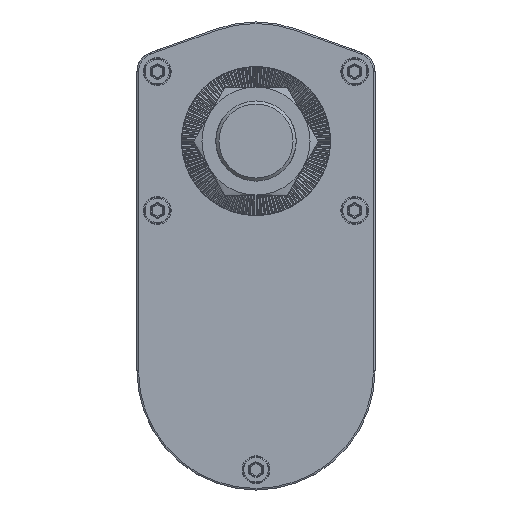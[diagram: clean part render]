
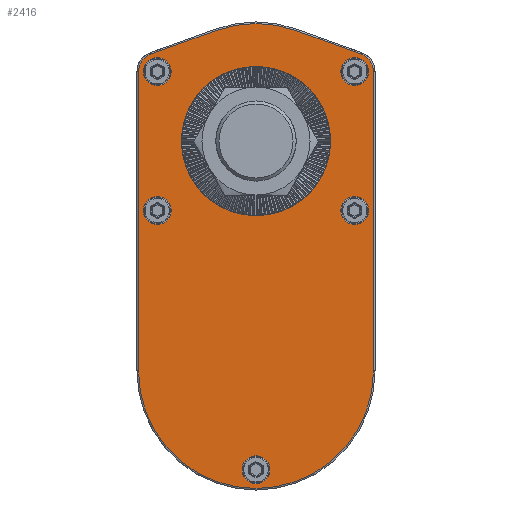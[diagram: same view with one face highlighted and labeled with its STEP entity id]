
A CAD part, front view. The second image highlights one B-rep face of the part: STEP entity #2416.
In plain terms, the highlighted planar face has unit normal (0, -1, 0).
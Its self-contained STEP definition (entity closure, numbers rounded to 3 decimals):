
#2416 = ADVANCED_FACE( '', ( #5021, #5022, #5023, #5024, #5025, #5026, #5027 ), #5028, .T. );
#5021 = FACE_BOUND( '', #12845, .T. );
#5022 = FACE_BOUND( '', #12846, .T. );
#5023 = FACE_BOUND( '', #12847, .T. );
#5024 = FACE_BOUND( '', #12848, .T. );
#5025 = FACE_BOUND( '', #12849, .T. );
#5026 = FACE_OUTER_BOUND( '', #12850, .T. );
#5027 = FACE_BOUND( '', #12851, .T. );
#5028 = PLANE( '', #12852 );
#12845 = EDGE_LOOP( '', ( #20486 ) );
#12846 = EDGE_LOOP( '', ( #20487 ) );
#12847 = EDGE_LOOP( '', ( #20488 ) );
#12848 = EDGE_LOOP( '', ( #20489 ) );
#12849 = EDGE_LOOP( '', ( #20490 ) );
#12850 = EDGE_LOOP( '', ( #20491, #20492, #20493, #20494, #20495, #20496, #20497, #20498 ) );
#12851 = EDGE_LOOP( '', ( #20499 ) );
#12852 = AXIS2_PLACEMENT_3D( '', #20500, #20501, #20502 );
#20486 = ORIENTED_EDGE( '', *, *, #23676, .T. );
#20487 = ORIENTED_EDGE( '', *, *, #22242, .T. );
#20488 = ORIENTED_EDGE( '', *, *, #22861, .T. );
#20489 = ORIENTED_EDGE( '', *, *, #24186, .T. );
#20490 = ORIENTED_EDGE( '', *, *, #24125, .T. );
#20491 = ORIENTED_EDGE( '', *, *, #22023, .T. );
#20492 = ORIENTED_EDGE( '', *, *, #24498, .T. );
#20493 = ORIENTED_EDGE( '', *, *, #24091, .T. );
#20494 = ORIENTED_EDGE( '', *, *, #21948, .T. );
#20495 = ORIENTED_EDGE( '', *, *, #22961, .T. );
#20496 = ORIENTED_EDGE( '', *, *, #22952, .T. );
#20497 = ORIENTED_EDGE( '', *, *, #24287, .T. );
#20498 = ORIENTED_EDGE( '', *, *, #23442, .T. );
#20499 = ORIENTED_EDGE( '', *, *, #23115, .F. );
#20500 = CARTESIAN_POINT( '', ( 0., 24.5, -74.5 ) );
#20501 = DIRECTION( '', ( 0., -1., 0. ) );
#20502 = DIRECTION( '', ( 0., 0., -1. ) );
#21948 = EDGE_CURVE( '', #25168, #25166, #25169, .T. );
#22023 = EDGE_CURVE( '', #25295, #25300, #25302, .T. );
#22242 = EDGE_CURVE( '', #25676, #25676, #25677, .T. );
#22861 = EDGE_CURVE( '', #26701, #26701, #26702, .T. );
#22952 = EDGE_CURVE( '', #26843, #26847, #26849, .T. );
#22961 = EDGE_CURVE( '', #25166, #26843, #26860, .T. );
#23115 = EDGE_CURVE( '', #27082, #27082, #27083, .T. );
#23442 = EDGE_CURVE( '', #27622, #25295, #27624, .T. );
#23676 = EDGE_CURVE( '', #27930, #27930, #27931, .T. );
#24091 = EDGE_CURVE( '', #28445, #25168, #28446, .T. );
#24125 = EDGE_CURVE( '', #28488, #28488, #28489, .T. );
#24186 = EDGE_CURVE( '', #28555, #28555, #28556, .T. );
#24287 = EDGE_CURVE( '', #26847, #27622, #28672, .T. );
#24498 = EDGE_CURVE( '', #25300, #28445, #28910, .T. );
#25166 = VERTEX_POINT( '', #30706 );
#25168 = VERTEX_POINT( '', #30708 );
#25169 = LINE( '', #30709, #30710 );
#25295 = VERTEX_POINT( '', #30933 );
#25300 = VERTEX_POINT( '', #30938 );
#25302 = CIRCLE( '', #30940, 6.08 );
#25676 = VERTEX_POINT( '', #31608 );
#25677 = CIRCLE( '', #31609, 4.5 );
#26701 = VERTEX_POINT( '', #33357 );
#26702 = CIRCLE( '', #33358, 4.5 );
#26843 = VERTEX_POINT( '', #33644 );
#26847 = VERTEX_POINT( '', #33649 );
#26849 = LINE( '', #33651, #33652 );
#26860 = CIRCLE( '', #33673, 6.08 );
#27082 = VERTEX_POINT( '', #34046 );
#27083 = CIRCLE( '', #34047, 24.1 );
#27622 = VERTEX_POINT( '', #34728 );
#27624 = LINE( '', #34730, #34731 );
#27930 = VERTEX_POINT( '', #35553 );
#27931 = CIRCLE( '', #35554, 4.5 );
#28445 = VERTEX_POINT( '', #36942 );
#28446 = CIRCLE( '', #36943, 38.08 );
#28488 = VERTEX_POINT( '', #37004 );
#28489 = CIRCLE( '', #37005, 4.5 );
#28555 = VERTEX_POINT( '', #37104 );
#28556 = CIRCLE( '', #37105, 4.5 );
#28672 = CIRCLE( '', #37281, 38.08 );
#28910 = LINE( '', #37930, #37931 );
#30706 = CARTESIAN_POINT( '', ( -34.067, 24.5, 28.178 ) );
#30708 = CARTESIAN_POINT( '', ( -12.944, 24.5, 35.813 ) );
#30709 = CARTESIAN_POINT( '', ( -36.76, 24.5, 27.204 ) );
#30710 = VECTOR( '', #38781, 1000. );
#30933 = CARTESIAN_POINT( '', ( 38.08, 24.5, 22.46 ) );
#30938 = CARTESIAN_POINT( '', ( 34.067, 24.5, 28.178 ) );
#30940 = AXIS2_PLACEMENT_3D( '', #38873, #38874, #38875 );
#31608 = CARTESIAN_POINT( '', ( 32., 24.5, -27. ) );
#31609 = AXIS2_PLACEMENT_3D( '', #39124, #39125, #39126 );
#33357 = CARTESIAN_POINT( '', ( -32., 24.5, -27. ) );
#33358 = AXIS2_PLACEMENT_3D( '', #39846, #39847, #39848 );
#33644 = CARTESIAN_POINT( '', ( -38.08, 24.5, 22.46 ) );
#33649 = CARTESIAN_POINT( '', ( -38.08, 24.5, -74.5 ) );
#33651 = CARTESIAN_POINT( '', ( -38.08, 24.5, -74.5 ) );
#33652 = VECTOR( '', #39954, 1000. );
#33673 = AXIS2_PLACEMENT_3D( '', #39962, #39963, #39964 );
#34046 = CARTESIAN_POINT( '', ( 0., 24.5, -24.1 ) );
#34047 = AXIS2_PLACEMENT_3D( '', #40133, #40134, #40135 );
#34728 = CARTESIAN_POINT( '', ( 38.08, 24.5, -74.5 ) );
#34730 = CARTESIAN_POINT( '', ( 38.08, 24.5, -74.5 ) );
#34731 = VECTOR( '', #40968, 1000. );
#35553 = CARTESIAN_POINT( '', ( 32., 24.5, 18. ) );
#35554 = AXIS2_PLACEMENT_3D( '', #41168, #41169, #41170 );
#36942 = CARTESIAN_POINT( '', ( 12.944, 24.5, 35.813 ) );
#36943 = AXIS2_PLACEMENT_3D( '', #41507, #41508, #41509 );
#37004 = CARTESIAN_POINT( '', ( -32., 24.5, 18. ) );
#37005 = AXIS2_PLACEMENT_3D( '', #41535, #41536, #41537 );
#37104 = CARTESIAN_POINT( '', ( 0., 24.5, -111. ) );
#37105 = AXIS2_PLACEMENT_3D( '', #41572, #41573, #41574 );
#37281 = AXIS2_PLACEMENT_3D( '', #41653, #41654, #41655 );
#37930 = CARTESIAN_POINT( '', ( 36.76, 24.5, 27.204 ) );
#37931 = VECTOR( '', #41804, 1000. );
#38781 = DIRECTION( '', ( -0.94, 0., -0.34 ) );
#38873 = CARTESIAN_POINT( '', ( 32., 24.5, 22.46 ) );
#38874 = DIRECTION( '', ( 0., -1., 0. ) );
#38875 = DIRECTION( '', ( 0., 0., -1. ) );
#39124 = CARTESIAN_POINT( '', ( 32., 24.5, -22.5 ) );
#39125 = DIRECTION( '', ( 0., 1., 0. ) );
#39126 = DIRECTION( '', ( 0., 0., -1. ) );
#39846 = CARTESIAN_POINT( '', ( -32., 24.5, -22.5 ) );
#39847 = DIRECTION( '', ( 0., 1., 0. ) );
#39848 = DIRECTION( '', ( 0., 0., -1. ) );
#39954 = DIRECTION( '', ( 0., 0., -1. ) );
#39962 = CARTESIAN_POINT( '', ( -32., 24.5, 22.46 ) );
#39963 = DIRECTION( '', ( 0., -1., 0. ) );
#39964 = DIRECTION( '', ( 0., 0., -1. ) );
#40133 = CARTESIAN_POINT( '', ( 0., 24.5, 0. ) );
#40134 = DIRECTION( '', ( 0., -1., 0. ) );
#40135 = DIRECTION( '', ( 0., 0., -1. ) );
#40968 = DIRECTION( '', ( 0., 0., 1. ) );
#41168 = CARTESIAN_POINT( '', ( 32., 24.5, 22.5 ) );
#41169 = DIRECTION( '', ( 0., 1., 0. ) );
#41170 = DIRECTION( '', ( 0., 0., -1. ) );
#41507 = CARTESIAN_POINT( '', ( 0., 24.5, 0. ) );
#41508 = DIRECTION( '', ( 0., -1., 0. ) );
#41509 = DIRECTION( '', ( 0., 0., -1. ) );
#41535 = CARTESIAN_POINT( '', ( -32., 24.5, 22.5 ) );
#41536 = DIRECTION( '', ( 0., 1., 0. ) );
#41537 = DIRECTION( '', ( 0., 0., -1. ) );
#41572 = CARTESIAN_POINT( '', ( 0., 24.5, -106.5 ) );
#41573 = DIRECTION( '', ( 0., 1., 0. ) );
#41574 = DIRECTION( '', ( 0., 0., -1. ) );
#41653 = CARTESIAN_POINT( '', ( 0., 24.5, -74.5 ) );
#41654 = DIRECTION( '', ( 0., -1., 0. ) );
#41655 = DIRECTION( '', ( 0., 0., -1. ) );
#41804 = DIRECTION( '', ( -0.94, 0., 0.34 ) );
